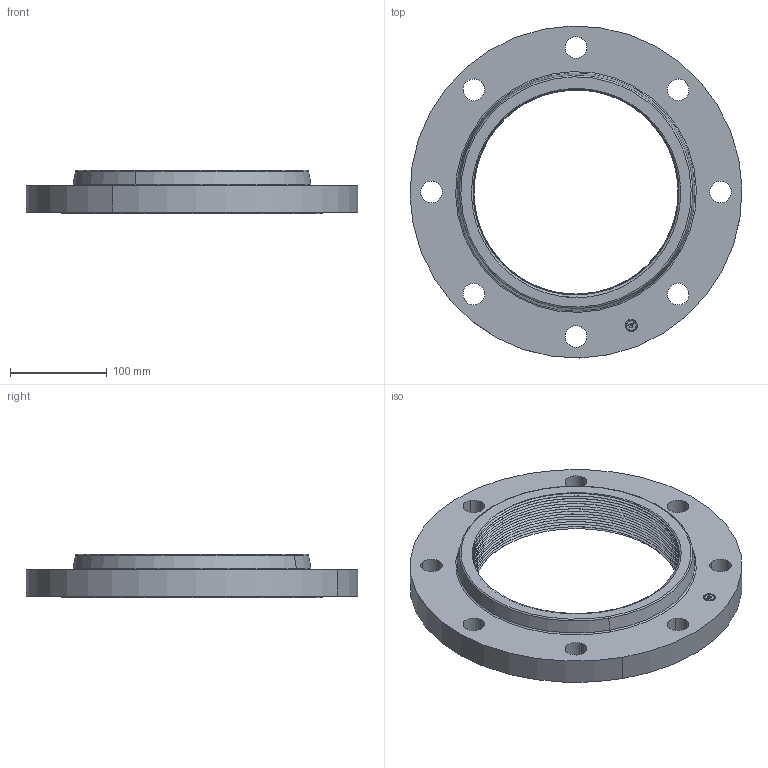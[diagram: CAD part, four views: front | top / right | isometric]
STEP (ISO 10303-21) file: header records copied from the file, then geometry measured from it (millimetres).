
FILE_DESCRIPTION(('3D STEP'),'2;1');
FILE_NAME('8-150-THREADED-RF-FLANGE.stp','2013-01-25T07:29:05+00:00',('Texas Flange'),(''),'CATIA Version 5 Release 20 SP 6 (IN-10)','CATIA V5 STEP AP214','800-826-3801');
FILE_SCHEMA(('AUTOMOTIVE_DESIGN { 1 0 10303 214 1 1 1 1 }'));
Length unit declared in the file: inch
Products named in the file (1): 8-150-THREADED-RF-FLANGE
Bounding box: 342.8 x 342.8 x 44.51 mm (x, y, z)
Volume: 1629201.4 mm3; surface area: 217586.4 mm2
Topology: 1 solids, 1 shells, 563 faces, 1510 edges, 968 vertices
Faces by surface type: plane 369, bspline 119, cylinder 40, cone 31, torus 4
Entity records: 22735 total; most frequent: CARTESIAN_POINT 7289, ORIENTED_EDGE 3020, DIRECTION 1946, EDGE_CURVE 1510, VECTOR 1114, LINE 1114, VERTEX_POINT 968, EDGE_LOOP 600
